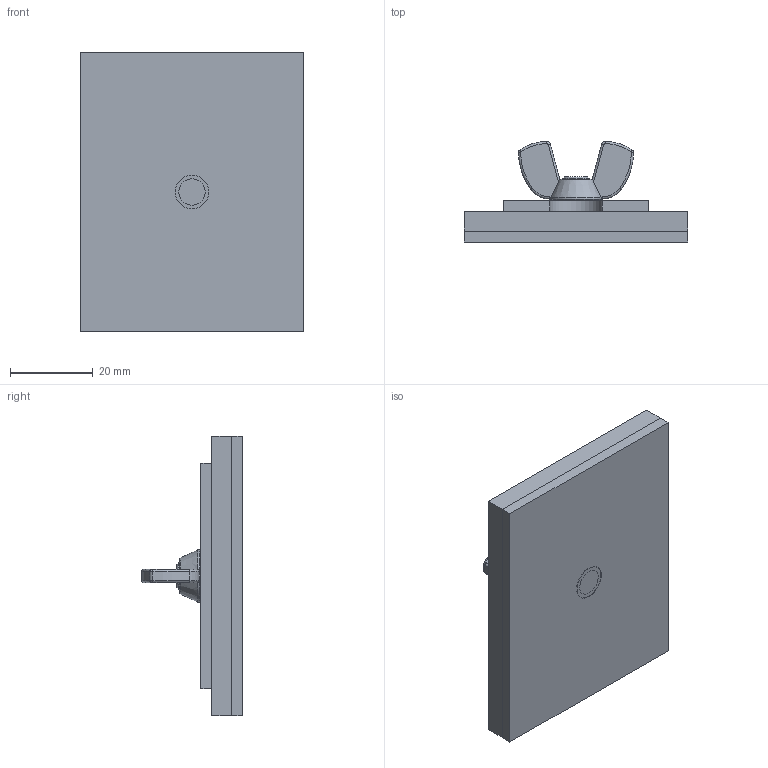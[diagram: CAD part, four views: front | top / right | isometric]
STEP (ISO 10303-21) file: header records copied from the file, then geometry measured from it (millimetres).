
FILE_DESCRIPTION(/* description */ (''),/* implementation_level */ '2;1');
FILE_NAME(/* name */ 'LJW2QRSP.stp',/* time_stamp */ '2017-04-12T17:49:39+05:00',/* author */ ('vdas'),/* organization */ (''),/* preprocessor_version */ 'ST-DEVELOPER v16.1',/* originating_system */ 'Autodesk Inventor 2016',/* authorisation */ '');
FILE_SCHEMA (('AUTOMOTIVE_DESIGN { 1 0 10303 214 3 1 1 }'));
Length unit declared in the file: inch
Products named in the file (6): LJW2QRSP_btmplt; LJW2QRSP_topplt; LJW2QRSP_gasket; 3495; 31431; LJW2QRSP
Assembly tree (5 placements, depth 2):
  LJW2QRSP
    LJW2QRSP_btmplt
    LJW2QRSP_topplt
    LJW2QRSP_gasket
    3495
    31431
Bounding box: 53.98 x 24.33 x 67.47 mm (x, y, z)
Volume: 30969 mm3; surface area: 21174.5 mm2
Topology: 5 solids, 5 shells, 213 faces, 606 edges, 404 vertices
Faces by surface type: plane 113, cylinder 66, torus 17, bspline 10, cone 7
Full cylindrical faces by diameter (mm): 6.35 x3, 7.938 x1, 8.56 x1, 19.05 x1
Entity records: 7931 total; most frequent: CARTESIAN_POINT 2250, ORIENTED_EDGE 1184, DIRECTION 1180, EDGE_CURVE 592, AXIS2_PLACEMENT_3D 433, VERTEX_POINT 402, LINE 314, VECTOR 314
